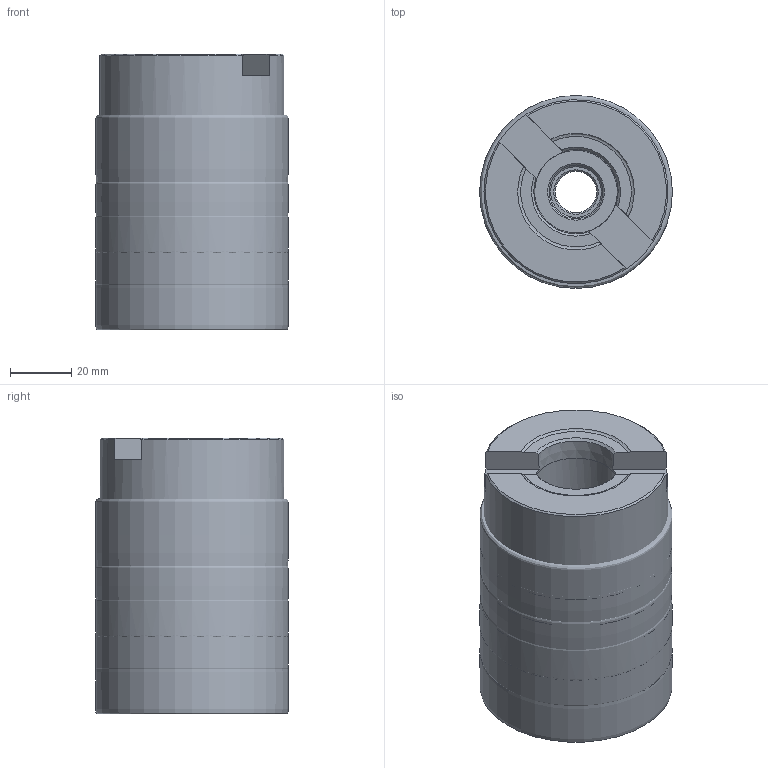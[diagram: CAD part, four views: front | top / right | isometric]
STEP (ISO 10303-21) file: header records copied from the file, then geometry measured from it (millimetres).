
FILE_DESCRIPTION(/* description */ (''),/* implementation_level */ '2;1');
FILE_NAME(/* name */ 'R220.82-0063-069-SNXO16.5A_Basic.stp',/* time_stamp */ '2022-03-22T10:24:33+06:00',/* author */ (''),/* organization */ (''),/* preprocessor_version */ 'ST-DEVELOPER v16.7',/* originating_system */ 'SIEMENS PLM Software NX 12.0',/* authorisation */ '');
FILE_SCHEMA (('AUTOMOTIVE_DESIGN { 1 0 10303 214 3 1 1 1 }'));
Length unit declared in the file: millimetre
Products named in the file (4): CUT; NOCUT; ASSEMBLY_CONSTRUCTION; A2425912_stp_stp
Assembly tree (3 placements, depth 2):
  A2425912_stp_stp
    ASSEMBLY_CONSTRUCTION
    NOCUT
    CUT
Bounding box: 62.85 x 62.88 x 89.99 mm (x, y, z)
Surface area: 75808.9 mm2
Topology: 7 solids, 7 shells, 47 faces, 125 edges, 127 vertices
Faces by surface type: cone 14, plane 13, torus 9, revolution 6, cylinder 5
Full cylindrical faces by diameter (mm): 13.5 x1, 17.5 x1, 20 x1, 27.006 x1, 60 x1
Entity records: 2576 total; most frequent: CARTESIAN_POINT 979, DIRECTION 282, ORIENTED_EDGE 152, AXIS2_PLACEMENT_3D 130, STYLED_ITEM 104, PRESENTATION_STYLE_ASSIGNMENT 104, EDGE_CURVE 76, EDGE_LOOP 66
